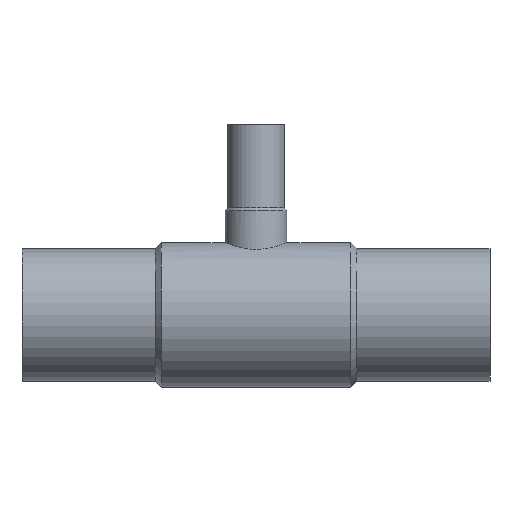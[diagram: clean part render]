
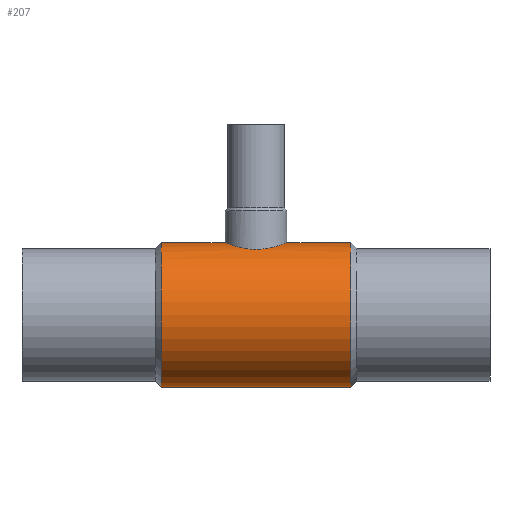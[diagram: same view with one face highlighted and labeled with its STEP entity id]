
A CAD part, top view. The second image highlights one B-rep face of the part: STEP entity #207.
In plain terms, the highlighted cylindrical face has radius 40.9 mm (diameter 81.8 mm), a partial arc.
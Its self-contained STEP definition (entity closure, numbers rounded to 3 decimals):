
#139 = EDGE_CURVE( '', #285, #193, #368, .T. );
#149 = EDGE_CURVE( '', #263, #249, #380, .T. );
#151 = VERTEX_POINT( '', #382 );
#185 = EDGE_CURVE( '', #151, #263, #423, .T. );
#193 = VERTEX_POINT( '', #431 );
#207 = ADVANCED_FACE( '', ( #446 ), #447, .T. );
#215 = VERTEX_POINT( '', #455 );
#219 = EDGE_CURVE( '', #193, #215, #459, .T. );
#249 = VERTEX_POINT( '', #492 );
#263 = VERTEX_POINT( '', #508 );
#273 = EDGE_CURVE( '', #285, #249, #520, .T. );
#285 = VERTEX_POINT( '', #533 );
#319 = EDGE_CURVE( '', #215, #151, #569, .T. );
#368 = LINE( '', #616, #617 );
#380 = LINE( '', #633, #634 );
#382 = CARTESIAN_POINT( '', ( -115.05, 40.9, 0. ) );
#423 = B_SPLINE_CURVE_WITH_KNOTS( '', 3, ( #684, #685, #686, #687, #688, #689, #690, #691, #692, #693, #694, #695, #696, #697, #698, #699, #700, #701, #702, #703, #704, #705, #706, #707, #708, #709, #710, #711, #712, #713, #714, #715, #716, #717, #718, #719, #720, #721 ), .UNSPECIFIED., .F., .F., ( 4, 2, 2, 2, 2, 2, 2, 2, 2, 2, 2, 2, 2, 2, 2, 2, 2, 2, 4 ), ( 26.669, 30., 33.332, 36.663, 39.994, 43.33, 46.666, 50.002, 51.67, 53.338, 55.006, 56.674, 60.009, 63.345, 66.681, 70.012, 73.344, 76.675, 80.007 ), .UNSPECIFIED. );
#431 = CARTESIAN_POINT( '', ( -78.9, -40.9, 0. ) );
#446 = FACE_OUTER_BOUND( '', #766, .T. );
#447 = CYLINDRICAL_SURFACE( '', #767, 40.9 );
#455 = CARTESIAN_POINT( '', ( -78.9, 40.9, 0. ) );
#459 = CIRCLE( '', #782, 40.9 );
#492 = CARTESIAN_POINT( '', ( -186.1, 40.9, 0. ) );
#508 = CARTESIAN_POINT( '', ( -149.95, 40.9, 0. ) );
#520 = CIRCLE( '', #879, 40.9 );
#533 = CARTESIAN_POINT( '', ( -186.1, -40.9, 0. ) );
#569 = LINE( '', #983, #984 );
#616 = CARTESIAN_POINT( '', ( -132.5, -40.9, 0. ) );
#617 = VECTOR( '', #1074, 1. );
#633 = CARTESIAN_POINT( '', ( -132.5, 40.9, 0. ) );
#634 = VECTOR( '', #1095, 1. );
#684 = CARTESIAN_POINT( '', ( -115.05, 40.9, 0. ) );
#685 = CARTESIAN_POINT( '', ( -115.05, 40.9, 1.11 ) );
#686 = CARTESIAN_POINT( '', ( -115.158, 40.854, 2.254 ) );
#687 = CARTESIAN_POINT( '', ( -115.606, 40.665, 4.521 ) );
#688 = CARTESIAN_POINT( '', ( -115.947, 40.523, 5.644 ) );
#689 = CARTESIAN_POINT( '', ( -116.842, 40.166, 7.79 ) );
#690 = CARTESIAN_POINT( '', ( -117.397, 39.951, 8.815 ) );
#691 = CARTESIAN_POINT( '', ( -118.673, 39.486, 10.706 ) );
#692 = CARTESIAN_POINT( '', ( -119.395, 39.237, 11.573 ) );
#693 = CARTESIAN_POINT( '', ( -120.928, 38.752, 13.106 ) );
#694 = CARTESIAN_POINT( '', ( -121.795, 38.498, 13.828 ) );
#695 = CARTESIAN_POINT( '', ( -123.686, 38.015, 15.104 ) );
#696 = CARTESIAN_POINT( '', ( -124.711, 37.787, 15.658 ) );
#697 = CARTESIAN_POINT( '', ( -126.855, 37.404, 16.553 ) );
#698 = CARTESIAN_POINT( '', ( -127.977, 37.249, 16.893 ) );
#699 = CARTESIAN_POINT( '', ( -129.677, 37.094, 17.23 ) );
#700 = CARTESIAN_POINT( '', ( -130.246, 37.055, 17.313 ) );
#701 = CARTESIAN_POINT( '', ( -131.38, 37.003, 17.423 ) );
#702 = CARTESIAN_POINT( '', ( -131.944, 36.991, 17.45 ) );
#703 = CARTESIAN_POINT( '', ( -133.056, 36.991, 17.45 ) );
#704 = CARTESIAN_POINT( '', ( -133.62, 37.003, 17.423 ) );
#705 = CARTESIAN_POINT( '', ( -134.754, 37.055, 17.313 ) );
#706 = CARTESIAN_POINT( '', ( -135.323, 37.094, 17.23 ) );
#707 = CARTESIAN_POINT( '', ( -137.023, 37.249, 16.893 ) );
#708 = CARTESIAN_POINT( '', ( -138.145, 37.404, 16.553 ) );
#709 = CARTESIAN_POINT( '', ( -140.289, 37.787, 15.658 ) );
#710 = CARTESIAN_POINT( '', ( -141.314, 38.015, 15.104 ) );
#711 = CARTESIAN_POINT( '', ( -143.205, 38.498, 13.828 ) );
#712 = CARTESIAN_POINT( '', ( -144.072, 38.752, 13.106 ) );
#713 = CARTESIAN_POINT( '', ( -145.605, 39.237, 11.573 ) );
#714 = CARTESIAN_POINT( '', ( -146.327, 39.486, 10.706 ) );
#715 = CARTESIAN_POINT( '', ( -147.603, 39.951, 8.815 ) );
#716 = CARTESIAN_POINT( '', ( -148.158, 40.166, 7.79 ) );
#717 = CARTESIAN_POINT( '', ( -149.053, 40.523, 5.644 ) );
#718 = CARTESIAN_POINT( '', ( -149.394, 40.665, 4.521 ) );
#719 = CARTESIAN_POINT( '', ( -149.842, 40.854, 2.254 ) );
#720 = CARTESIAN_POINT( '', ( -149.95, 40.9, 1.11 ) );
#721 = CARTESIAN_POINT( '', ( -149.95, 40.9, 0. ) );
#766 = EDGE_LOOP( '', ( #1162, #1163, #1164, #1165, #1166, #1167 ) );
#767 = AXIS2_PLACEMENT_3D( '', #1168, #1169, #1170 );
#782 = AXIS2_PLACEMENT_3D( '', #1177, #1178, #1179 );
#879 = AXIS2_PLACEMENT_3D( '', #1257, #1258, #1259 );
#983 = CARTESIAN_POINT( '', ( -132.5, 40.9, 0. ) );
#984 = VECTOR( '', #1308, 1. );
#1074 = DIRECTION( '', ( 1., 0., 0. ) );
#1095 = DIRECTION( '', ( -1., 0., 0. ) );
#1162 = ORIENTED_EDGE( '', *, *, #319, .T. );
#1163 = ORIENTED_EDGE( '', *, *, #185, .T. );
#1164 = ORIENTED_EDGE( '', *, *, #149, .T. );
#1165 = ORIENTED_EDGE( '', *, *, #273, .F. );
#1166 = ORIENTED_EDGE( '', *, *, #139, .T. );
#1167 = ORIENTED_EDGE( '', *, *, #219, .T. );
#1168 = CARTESIAN_POINT( '', ( -132.5, 0., 0. ) );
#1169 = DIRECTION( '', ( 1., 0., 0. ) );
#1170 = DIRECTION( '', ( 0., 1., 0. ) );
#1177 = CARTESIAN_POINT( '', ( -78.9, 0., 0. ) );
#1178 = DIRECTION( '', ( -1., 0., 0. ) );
#1179 = DIRECTION( '', ( 0., 1., 0. ) );
#1257 = CARTESIAN_POINT( '', ( -186.1, 0., 0. ) );
#1258 = DIRECTION( '', ( -1., 0., 0. ) );
#1259 = DIRECTION( '', ( 0., 1., 0. ) );
#1308 = DIRECTION( '', ( -1., 0., 0. ) );
